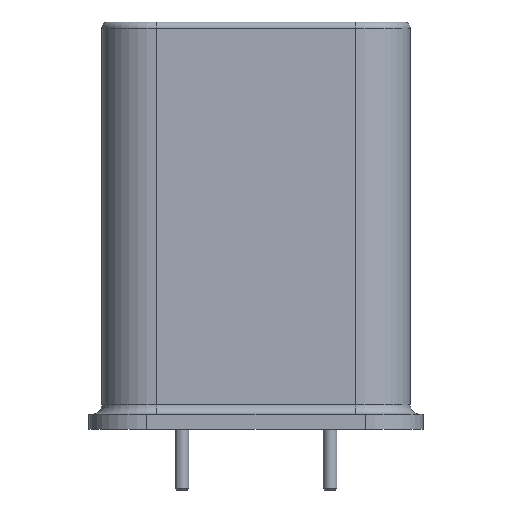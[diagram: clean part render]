
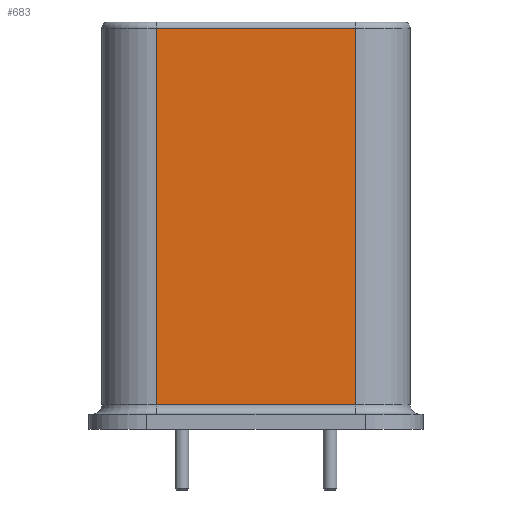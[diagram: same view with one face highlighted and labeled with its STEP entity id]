
A CAD part, front view. The second image highlights one B-rep face of the part: STEP entity #683.
In plain terms, the highlighted planar face has unit normal (0, -1, 0).
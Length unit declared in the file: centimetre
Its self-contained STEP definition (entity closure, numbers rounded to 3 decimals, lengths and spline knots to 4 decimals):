
#100=VECTOR('',#1044,1.);
#114=VECTOR('',#1109,1.);
#115=VECTOR('',#1116,1.);
#116=VECTOR('',#1117,1.);
#140=LINE('',#861,#100);
#154=LINE('',#920,#114);
#155=LINE('',#925,#115);
#156=LINE('',#926,#116);
#176=PLANE('',#766);
#226=VERTEX_POINT('',#848);
#230=VERTEX_POINT('',#860);
#242=VERTEX_POINT('',#907);
#245=VERTEX_POINT('',#917);
#335=EDGE_CURVE('',#230,#226,#140,.T.);
#365=EDGE_CURVE('',#242,#245,#154,.T.);
#368=EDGE_CURVE('',#245,#230,#155,.T.);
#369=EDGE_CURVE('',#242,#226,#156,.T.);
#495=ORIENTED_EDGE('',*,*,#335,.F.);
#496=ORIENTED_EDGE('',*,*,#368,.F.);
#497=ORIENTED_EDGE('',*,*,#365,.F.);
#498=ORIENTED_EDGE('',*,*,#369,.T.);
#593=EDGE_LOOP('',(#495,#496,#497,#498));
#641=FACE_BOUND('',#593,.T.);
#683=ADVANCED_FACE('',(#641),#176,.T.);
#766=AXIS2_PLACEMENT_3D('',#924,#1115,$);
#848=CARTESIAN_POINT('',(0.3275,-0.185,1.32));
#860=CARTESIAN_POINT('',(-0.3275,-0.185,1.32));
#861=CARTESIAN_POINT('',(0.,-0.185,1.32));
#907=CARTESIAN_POINT('',(0.3275,-0.185,0.08));
#917=CARTESIAN_POINT('',(-0.3275,-0.185,0.08));
#920=CARTESIAN_POINT('',(0.,-0.185,0.08));
#924=CARTESIAN_POINT('',(0.,-0.185,0.05));
#925=CARTESIAN_POINT('',(-0.3275,-0.185,0.05));
#926=CARTESIAN_POINT('',(0.3275,-0.185,0.05));
#1044=DIRECTION('',(1.,0.,0.));
#1109=DIRECTION('',(-1.,0.,0.));
#1115=DIRECTION('',(0.,-1.,0.));
#1116=DIRECTION('',(0.,0.,1.));
#1117=DIRECTION('',(0.,0.,1.));
